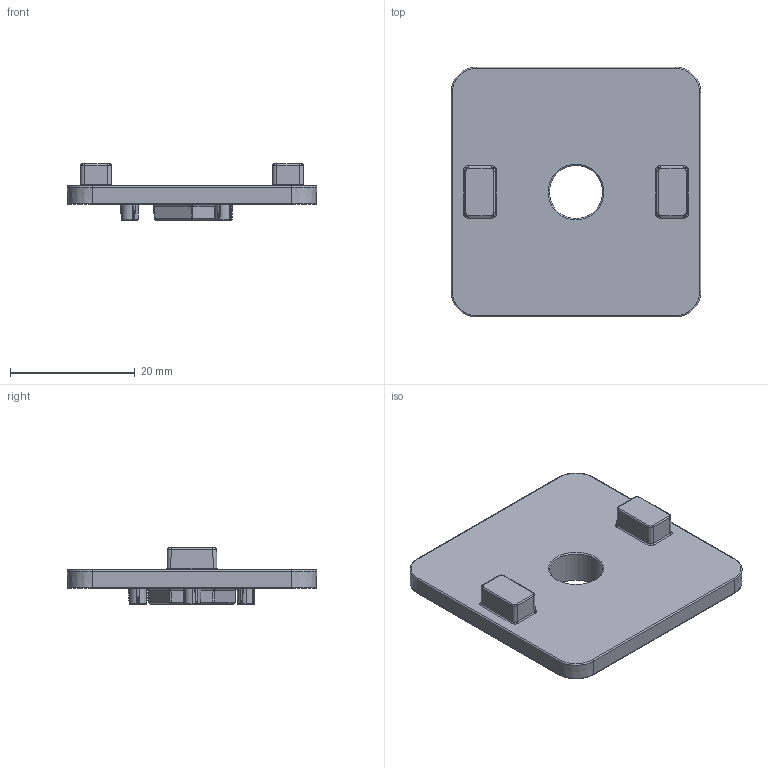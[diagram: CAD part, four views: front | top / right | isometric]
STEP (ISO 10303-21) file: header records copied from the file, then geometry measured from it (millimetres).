
FILE_DESCRIPTION (( 'STEP AP214' ), '1' );
FILE_NAME ('Accessories for aluminium profiles098FA40N08.step', '2016-10-19T15:28:33', ( '' ), ( '' ), 'SwSTEP 2.0', 'SolidWorks 2016', '' );
FILE_SCHEMA (( 'AUTOMOTIVE_DESIGN' ));
Length unit declared in the file: millimetre
Products named in the file (1): Accessories for aluminium profiles098FA40N08
Bounding box: 39.99 x 39.99 x 9 mm (x, y, z)
Volume: 5065.4 mm3; surface area: 3964.6 mm2
Topology: 1 solids, 1 shells, 356 faces, 805 edges, 457 vertices
Faces by surface type: bspline 104, torus 92, cylinder 54, plane 38, cone 36, sphere 32
Entity records: 11356 total; most frequent: CARTESIAN_POINT 3969, ORIENTED_EDGE 1610, DIRECTION 1576, EDGE_CURVE 805, AXIS2_PLACEMENT_3D 728, CIRCLE 475, VERTEX_POINT 457, EDGE_LOOP 364
